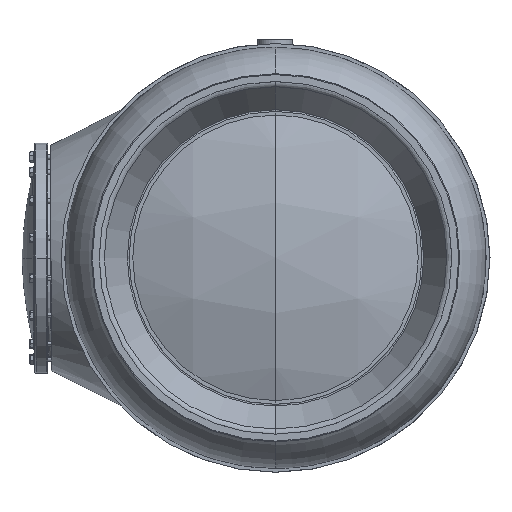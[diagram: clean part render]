
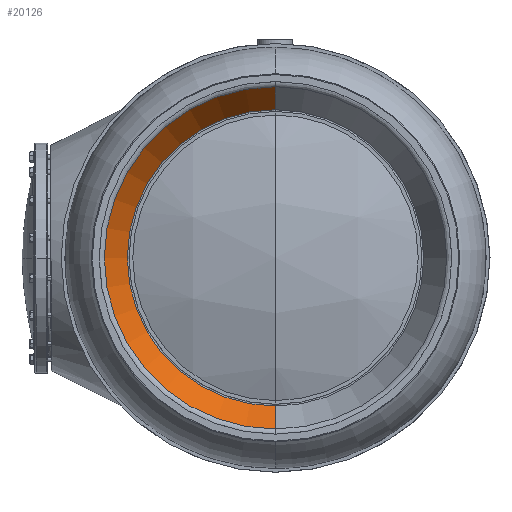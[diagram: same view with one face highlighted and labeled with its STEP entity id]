
A CAD part, front view. The second image highlights one B-rep face of the part: STEP entity #20126.
In plain terms, the highlighted conical face has half-angle 30.635 degrees and reference radius 1 mm.
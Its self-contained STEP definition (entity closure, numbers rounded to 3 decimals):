
#2205 = CARTESIAN_POINT ( 'NONE',  ( 0., 90.619, 0. ) ) ;
#2541 = EDGE_CURVE ( 'NONE', #18676, #15838, #11478, .T. ) ;
#3033 = EDGE_LOOP ( 'NONE', ( #21083, #16657, #15671, #5546 ) ) ;
#4032 = LINE ( 'NONE', #11669, #4886 ) ;
#4786 = EDGE_CURVE ( 'NONE', #15838, #16238, #16408, .T. ) ;
#4886 = VECTOR ( 'NONE', #9777, 1000. ) ;
#5282 = CARTESIAN_POINT ( 'NONE',  ( 0., 6.376, 0. ) ) ;
#5362 = CIRCLE ( 'NONE', #11761, 321.721 ) ;
#5546 = ORIENTED_EDGE ( 'NONE', *, *, #2541, .T. ) ;
#5576 = VERTEX_POINT ( 'NONE', #7089 ) ;
#5637 = AXIS2_PLACEMENT_3D ( 'NONE', #5282, #20468, #22712 ) ;
#6075 = DIRECTION ( 'NONE',  ( 0.51, -0.86, 0. ) ) ;
#6358 = CARTESIAN_POINT ( 'NONE',  ( -371.611, 6.376, 0. ) ) ;
#7089 = CARTESIAN_POINT ( 'NONE',  ( -321.721, 90.619, 0. ) ) ;
#7701 = DIRECTION ( 'NONE',  ( 0., -1., 0. ) ) ;
#8221 = VECTOR ( 'NONE', #6075, 1000. ) ;
#9777 = DIRECTION ( 'NONE',  ( -0.51, -0.86, 0. ) ) ;
#10053 = CARTESIAN_POINT ( 'NONE',  ( 321.721, 90.619, 0. ) ) ;
#10591 = DIRECTION ( 'NONE',  ( 0., -1., 0. ) ) ;
#11478 = LINE ( 'NONE', #19131, #8221 ) ;
#11669 = CARTESIAN_POINT ( 'NONE',  ( -321.721, 90.619, 0. ) ) ;
#11761 = AXIS2_PLACEMENT_3D ( 'NONE', #2205, #7701, #15221 ) ;
#12215 = FACE_OUTER_BOUND ( 'NONE', #3033, .T. ) ;
#12630 = CONICAL_SURFACE ( 'NONE', #15043, 1., 0.535 ) ;
#15043 = AXIS2_PLACEMENT_3D ( 'NONE', #18371, #10591, #21765 ) ;
#15221 = DIRECTION ( 'NONE',  ( 1., 0., 0. ) ) ;
#15671 = ORIENTED_EDGE ( 'NONE', *, *, #22657, .F. ) ;
#15838 = VERTEX_POINT ( 'NONE', #21985 ) ;
#16238 = VERTEX_POINT ( 'NONE', #6358 ) ;
#16408 = CIRCLE ( 'NONE', #5637, 371.611 ) ;
#16657 = ORIENTED_EDGE ( 'NONE', *, *, #20861, .F. ) ;
#18371 = CARTESIAN_POINT ( 'NONE',  ( 0., 632.182, 0. ) ) ;
#18676 = VERTEX_POINT ( 'NONE', #10053 ) ;
#19131 = CARTESIAN_POINT ( 'NONE',  ( 321.721, 90.619, 0. ) ) ;
#20126 = ADVANCED_FACE ( 'NONE', ( #12215 ), #12630, .F. ) ;
#20468 = DIRECTION ( 'NONE',  ( 0., -1., 0. ) ) ;
#20861 = EDGE_CURVE ( 'NONE', #5576, #16238, #4032, .T. ) ;
#21083 = ORIENTED_EDGE ( 'NONE', *, *, #4786, .T. ) ;
#21765 = DIRECTION ( 'NONE',  ( -1., 0., 0. ) ) ;
#21985 = CARTESIAN_POINT ( 'NONE',  ( 371.611, 6.376, 0. ) ) ;
#22657 = EDGE_CURVE ( 'NONE', #18676, #5576, #5362, .T. ) ;
#22712 = DIRECTION ( 'NONE',  ( 1., 0., 0. ) ) ;
